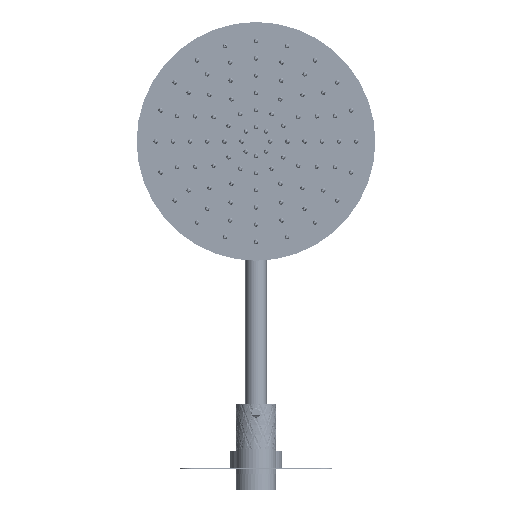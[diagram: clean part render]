
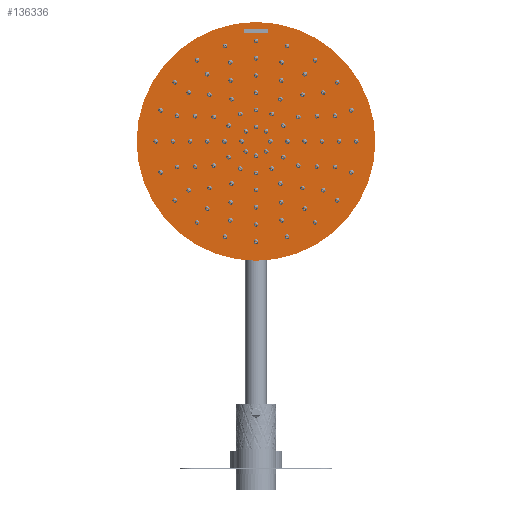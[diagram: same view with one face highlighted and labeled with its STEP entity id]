
A CAD part, front view. The second image highlights one B-rep face of the part: STEP entity #136336.
In plain terms, the highlighted planar face has unit normal (0, -1, 0).
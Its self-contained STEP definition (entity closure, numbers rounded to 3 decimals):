
#8996 = DIRECTION ( 'NONE',  ( 0., 0., 1. ) ) ;
#10707 = VECTOR ( 'NONE', #8996, 1000. ) ;
#12502 = EDGE_LOOP ( 'NONE', ( #23295, #20213, #39430, #14585 ) ) ;
#13376 = CIRCLE ( 'NONE', #90443, 125. ) ;
#14585 = ORIENTED_EDGE ( 'NONE', *, *, #111641, .F. ) ;
#17424 = VERTEX_POINT ( 'NONE', #28629 ) ;
#18918 = CARTESIAN_POINT ( 'NONE',  ( -12.5, 400., 442.7 ) ) ;
#20213 = ORIENTED_EDGE ( 'NONE', *, *, #91602, .F. ) ;
#23295 = ORIENTED_EDGE ( 'NONE', *, *, #50914, .F. ) ;
#28629 = CARTESIAN_POINT ( 'NONE',  ( 12.5, 400., 442.7 ) ) ;
#33037 = VERTEX_POINT ( 'NONE', #18918 ) ;
#33586 = AXIS2_PLACEMENT_3D ( 'NONE', #76381, #55014, #118503 ) ;
#33626 = PLANE ( 'NONE',  #33586 ) ;
#34303 = FACE_BOUND ( 'NONE', #12502, .T. ) ;
#37412 = EDGE_CURVE ( 'NONE', #33037, #38898, #82597, .T. ) ;
#38898 = VERTEX_POINT ( 'NONE', #59238 ) ;
#39430 = ORIENTED_EDGE ( 'NONE', *, *, #37412, .F. ) ;
#41358 = DIRECTION ( 'NONE',  ( 0., 0., 1. ) ) ;
#43969 = FACE_OUTER_BOUND ( 'NONE', #76449, .T. ) ;
#45036 = VECTOR ( 'NONE', #47726, 1000. ) ;
#47726 = DIRECTION ( 'NONE',  ( -1., 0., 0. ) ) ;
#50914 = EDGE_CURVE ( 'NONE', #71194, #17424, #53106, .T. ) ;
#51731 = VECTOR ( 'NONE', #63255, 1000. ) ;
#53106 = LINE ( 'NONE', #122367, #10707 ) ;
#55014 = DIRECTION ( 'NONE',  ( 0., 1., 0. ) ) ;
#58055 = CARTESIAN_POINT ( 'NONE',  ( 0., 400., 437.912 ) ) ;
#59238 = CARTESIAN_POINT ( 'NONE',  ( -12.5, 400., 437.912 ) ) ;
#63255 = DIRECTION ( 'NONE',  ( 0., 0., -1. ) ) ;
#67043 = CARTESIAN_POINT ( 'NONE',  ( 0., 400., 442.7 ) ) ;
#71194 = VERTEX_POINT ( 'NONE', #94727 ) ;
#72399 = CARTESIAN_POINT ( 'NONE',  ( 0., 400., 324.7 ) ) ;
#76339 = EDGE_CURVE ( 'NONE', #116852, #116852, #13376, .T. ) ;
#76381 = CARTESIAN_POINT ( 'NONE',  ( 0., 400., 324.7 ) ) ;
#76449 = EDGE_LOOP ( 'NONE', ( #109805 ) ) ;
#82597 = LINE ( 'NONE', #127437, #51731 ) ;
#90443 = AXIS2_PLACEMENT_3D ( 'NONE', #72399, #91758, #41358 ) ;
#91602 = EDGE_CURVE ( 'NONE', #38898, #71194, #110523, .T. ) ;
#91758 = DIRECTION ( 'NONE',  ( 0., -1., 0. ) ) ;
#94727 = CARTESIAN_POINT ( 'NONE',  ( 12.5, 400., 437.912 ) ) ;
#95448 = CARTESIAN_POINT ( 'NONE',  ( 0., 400., 449.7 ) ) ;
#99924 = VECTOR ( 'NONE', #100176, 1000. ) ;
#100176 = DIRECTION ( 'NONE',  ( 1., 0., 0. ) ) ;
#109805 = ORIENTED_EDGE ( 'NONE', *, *, #76339, .T. ) ;
#110523 = LINE ( 'NONE', #58055, #99924 ) ;
#111641 = EDGE_CURVE ( 'NONE', #17424, #33037, #129863, .T. ) ;
#116852 = VERTEX_POINT ( 'NONE', #95448 ) ;
#118503 = DIRECTION ( 'NONE',  ( 0., 0., -1. ) ) ;
#122367 = CARTESIAN_POINT ( 'NONE',  ( 12.5, 400., 324.7 ) ) ;
#127437 = CARTESIAN_POINT ( 'NONE',  ( -12.5, 400., 324.7 ) ) ;
#129863 = LINE ( 'NONE', #67043, #45036 ) ;
#136336 = ADVANCED_FACE ( 'NONE', ( #43969, #34303 ), #33626, .F. ) ;
